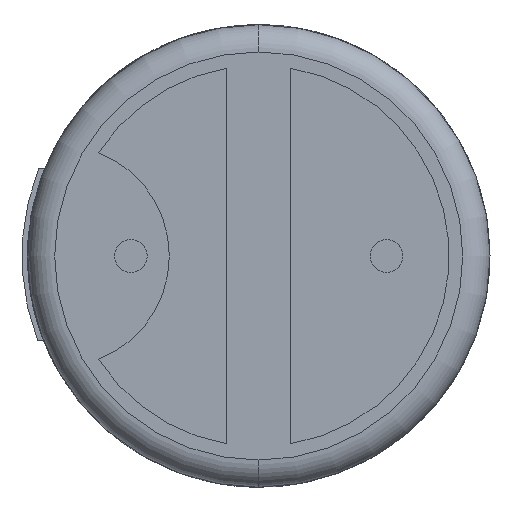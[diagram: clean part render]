
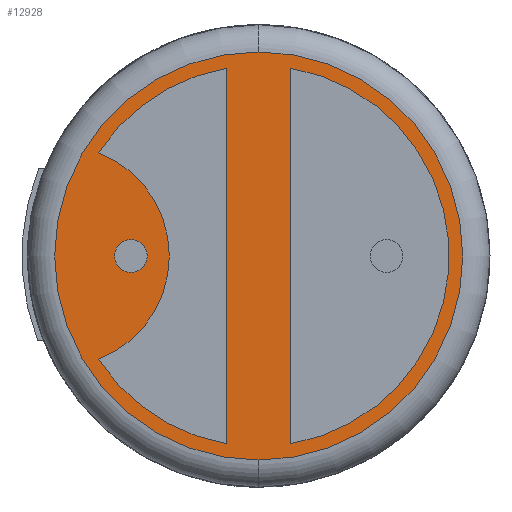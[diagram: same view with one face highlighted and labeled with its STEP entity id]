
A CAD part, front view. The second image highlights one B-rep face of the part: STEP entity #12928.
In plain terms, the highlighted planar face has unit normal (0, -1, 0).
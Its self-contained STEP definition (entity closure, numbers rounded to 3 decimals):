
#2364 = DIRECTION ( 'NONE',  ( 0., 0., 1. ) ) ;
#2366 = DIRECTION ( 'NONE',  ( 0., -1., 0. ) ) ;
#2378 = DIRECTION ( 'NONE',  ( 0., 0., 1. ) ) ;
#2379 = DIRECTION ( 'NONE',  ( 0., -1., 0. ) ) ;
#2381 = CARTESIAN_POINT ( 'NONE',  ( 0., 0., 0. ) ) ;
#2388 = CARTESIAN_POINT ( 'NONE',  ( 0., 0., 0. ) ) ;
#2561 = CARTESIAN_POINT ( 'NONE',  ( -5.879, 0., -3.799 ) ) ;
#2563 = CARTESIAN_POINT ( 'NONE',  ( 0., 0., 0. ) ) ;
#2618 = DIRECTION ( 'NONE',  ( 0., 1., 0. ) ) ;
#2635 = CARTESIAN_POINT ( 'NONE',  ( -4.7, 0., -0.6 ) ) ;
#2639 = DIRECTION ( 'NONE',  ( 0., 0., 1. ) ) ;
#2810 = CARTESIAN_POINT ( 'NONE',  ( 0., 0., -7.5 ) ) ;
#2828 = CARTESIAN_POINT ( 'NONE',  ( -1.179, 0., -6.9 ) ) ;
#2838 = CARTESIAN_POINT ( 'NONE',  ( 1.179, 0., 0. ) ) ;
#2846 = CARTESIAN_POINT ( 'NONE',  ( -1.179, 0., 6.9 ) ) ;
#2916 = CARTESIAN_POINT ( 'NONE',  ( 0., 0., 7.5 ) ) ;
#2920 = CARTESIAN_POINT ( 'NONE',  ( 1.179, 0., -6.9 ) ) ;
#2932 = CARTESIAN_POINT ( 'NONE',  ( -5.879, 0., 3.799 ) ) ;
#2934 = CARTESIAN_POINT ( 'NONE',  ( -4.7, 0., 0.6 ) ) ;
#3037 = CARTESIAN_POINT ( 'NONE',  ( 1.179, 0., 6.9 ) ) ;
#3111 = VERTEX_POINT ( 'NONE', #3037 ) ;
#3188 = VERTEX_POINT ( 'NONE', #2934 ) ;
#3190 = VERTEX_POINT ( 'NONE', #2932 ) ;
#3196 = VERTEX_POINT ( 'NONE', #2920 ) ;
#3203 = VERTEX_POINT ( 'NONE', #2916 ) ;
#3256 = VERTEX_POINT ( 'NONE', #2846 ) ;
#3266 = VERTEX_POINT ( 'NONE', #2828 ) ;
#3288 = VERTEX_POINT ( 'NONE', #2810 ) ;
#3419 = VERTEX_POINT ( 'NONE', #2635 ) ;
#3482 = VERTEX_POINT ( 'NONE', #2561 ) ;
#9242 = DIRECTION ( 'NONE',  ( 0., 0., 1. ) ) ;
#9244 = DIRECTION ( 'NONE',  ( 0., 1., 0. ) ) ;
#9246 = CARTESIAN_POINT ( 'NONE',  ( 0., 0., 0. ) ) ;
#9414 = DIRECTION ( 'NONE',  ( 0., 0., 1. ) ) ;
#9422 = CARTESIAN_POINT ( 'NONE',  ( -1.179, 0., 0. ) ) ;
#9424 = DIRECTION ( 'NONE',  ( 0., 0., 1. ) ) ;
#9425 = DIRECTION ( 'NONE',  ( 0., -1., 0. ) ) ;
#9432 = CARTESIAN_POINT ( 'NONE',  ( -4.7, 0., 0. ) ) ;
#9452 = CIRCLE ( 'NONE', #11970, 7. ) ;
#9468 = DIRECTION ( 'NONE',  ( 0., 0., 1. ) ) ;
#9470 = DIRECTION ( 'NONE',  ( 0., 1., 0. ) ) ;
#9488 = ORIENTED_EDGE ( 'NONE', *, *, #11838, .F. ) ;
#9489 = ORIENTED_EDGE ( 'NONE', *, *, #11848, .F. ) ;
#9490 = CARTESIAN_POINT ( 'NONE',  ( -7.366, 0., 0. ) ) ;
#9491 = ORIENTED_EDGE ( 'NONE', *, *, #11902, .F. ) ;
#9492 = ORIENTED_EDGE ( 'NONE', *, *, #11843, .F. ) ;
#9493 = ORIENTED_EDGE ( 'NONE', *, *, #11849, .F. ) ;
#9494 = ORIENTED_EDGE ( 'NONE', *, *, #11859, .F. ) ;
#9495 = ORIENTED_EDGE ( 'NONE', *, *, #11837, .F. ) ;
#9496 = ORIENTED_EDGE ( 'NONE', *, *, #11875, .F. ) ;
#9497 = ORIENTED_EDGE ( 'NONE', *, *, #11873, .F. ) ;
#9498 = ORIENTED_EDGE ( 'NONE', *, *, #11921, .F. ) ;
#9604 = DIRECTION ( 'NONE',  ( 0., 0., 1. ) ) ;
#9605 = DIRECTION ( 'NONE',  ( 0., -1., 0. ) ) ;
#9607 = CARTESIAN_POINT ( 'NONE',  ( 0., 0., 0. ) ) ;
#11837 = EDGE_CURVE ( 'NONE', #3256, #3190, #9452, .T. ) ;
#11838 = EDGE_CURVE ( 'NONE', #3196, #3111, #18656, .T. ) ;
#11843 = EDGE_CURVE ( 'NONE', #3288, #3203, #18635, .T. ) ;
#11848 = EDGE_CURVE ( 'NONE', #3111, #3196, #18624, .T. ) ;
#11849 = EDGE_CURVE ( 'NONE', #3482, #3266, #18609, .T. ) ;
#11859 = EDGE_CURVE ( 'NONE', #3190, #3482, #18597, .T. ) ;
#11873 = EDGE_CURVE ( 'NONE', #3188, #3419, #18562, .T. ) ;
#11875 = EDGE_CURVE ( 'NONE', #3266, #3256, #18569, .T. ) ;
#11902 = EDGE_CURVE ( 'NONE', #3203, #3288, #18642, .T. ) ;
#11921 = EDGE_CURVE ( 'NONE', #3419, #3188, #18560, .T. ) ;
#11940 = AXIS2_PLACEMENT_3D ( 'NONE', #2563, #2618, #2639 ) ;
#11942 = AXIS2_PLACEMENT_3D ( 'NONE', #9607, #9605, #9604 ) ;
#11948 = AXIS2_PLACEMENT_3D ( 'NONE', #9490, #9470, #9468 ) ;
#11950 = AXIS2_PLACEMENT_3D ( 'NONE', #2388, #2366, #2364 ) ;
#11969 = AXIS2_PLACEMENT_3D ( 'NONE', #9432, #9425, #9424 ) ;
#11970 = AXIS2_PLACEMENT_3D ( 'NONE', #2381, #2379, #2378 ) ;
#11973 = AXIS2_PLACEMENT_3D ( 'NONE', #9246, #9244, #9242 ) ;
#12007 = AXIS2_PLACEMENT_3D ( 'NONE', #16103, #16097, #16096 ) ;
#12379 = AXIS2_PLACEMENT_3D ( 'NONE', #16813, #16821, #16822 ) ;
#12928 = ADVANCED_FACE ( 'NONE', ( #15932, #15913, #15941, #18106 ), #16809, .F. ) ;
#13134 = EDGE_LOOP ( 'NONE', ( #9497, #9498 ) ) ;
#13138 = EDGE_LOOP ( 'NONE', ( #9491, #9492 ) ) ;
#13142 = EDGE_LOOP ( 'NONE', ( #9488, #9489 ) ) ;
#13149 = EDGE_LOOP ( 'NONE', ( #9493, #9494, #9495, #9496 ) ) ;
#15913 = FACE_OUTER_BOUND ( 'NONE', #13138, .T. ) ;
#15932 = FACE_BOUND ( 'NONE', #13142, .T. ) ;
#15941 = FACE_BOUND ( 'NONE', #13149, .T. ) ;
#16096 = DIRECTION ( 'NONE',  ( 0., 0., 1. ) ) ;
#16097 = DIRECTION ( 'NONE',  ( 0., -1., 0. ) ) ;
#16103 = CARTESIAN_POINT ( 'NONE',  ( -4.7, 0., 0. ) ) ;
#16809 = PLANE ( 'NONE',  #12379 ) ;
#16813 = CARTESIAN_POINT ( 'NONE',  ( 0., 0., 0. ) ) ;
#16821 = DIRECTION ( 'NONE',  ( 0., 1., 0. ) ) ;
#16822 = DIRECTION ( 'NONE',  ( 0., 0., 1. ) ) ;
#18106 = FACE_BOUND ( 'NONE', #13134, .T. ) ;
#18558 = VECTOR ( 'NONE', #9414, 1000. ) ;
#18560 = CIRCLE ( 'NONE', #12007, 0.6 ) ;
#18562 = CIRCLE ( 'NONE', #11969, 0.6 ) ;
#18569 = LINE ( 'NONE', #9422, #18558 ) ;
#18597 = CIRCLE ( 'NONE', #11948, 4.08 ) ;
#18609 = CIRCLE ( 'NONE', #11942, 7. ) ;
#18624 = LINE ( 'NONE', #2838, #18626 ) ;
#18626 = VECTOR ( 'NONE', #22007, 1000. ) ;
#18635 = CIRCLE ( 'NONE', #11940, 7.5 ) ;
#18642 = CIRCLE ( 'NONE', #11973, 7.5 ) ;
#18656 = CIRCLE ( 'NONE', #11950, 7. ) ;
#22007 = DIRECTION ( 'NONE',  ( 0., 0., -1. ) ) ;
